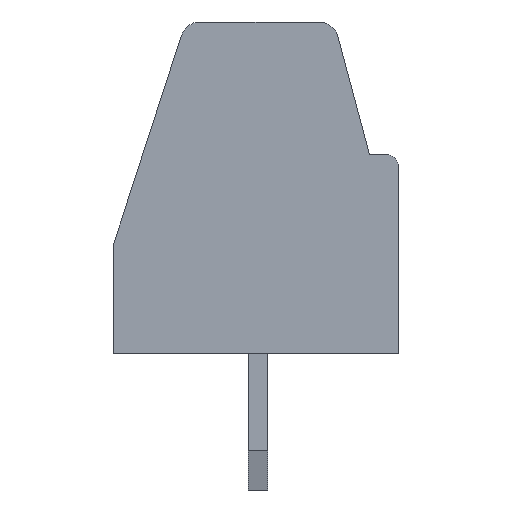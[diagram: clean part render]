
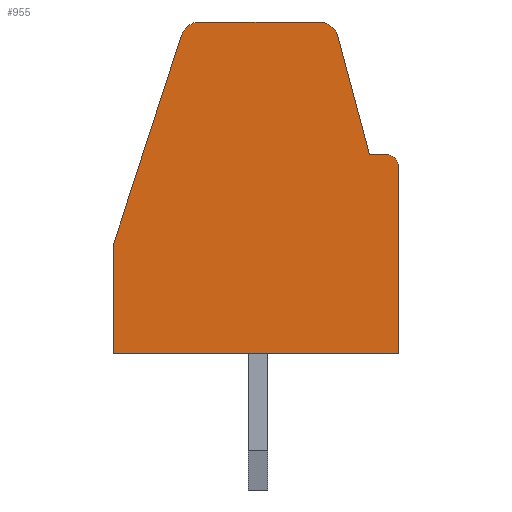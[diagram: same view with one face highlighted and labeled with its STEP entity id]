
A CAD part, left-side view. The second image highlights one B-rep face of the part: STEP entity #955.
In plain terms, the highlighted face is planar.
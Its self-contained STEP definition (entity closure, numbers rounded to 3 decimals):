
#829=CARTESIAN_POINT('',(-29.869,29.321,-2.0));
#830=VERTEX_POINT('',#829);
#837=CARTESIAN_POINT('',(-32.922,29.321,-2.0));
#838=VERTEX_POINT('',#837);
#839=CARTESIAN_POINT('',(-32.922,29.321,-2.0));
#840=DIRECTION('',(1.0,0.0,0.0));
#841=VECTOR('',#840,3.053);
#842=LINE('',#839,#841);
#843=EDGE_CURVE('',#838,#830,#842,.T.);
#874=CARTESIAN_POINT('',(-35.32,20.396,-2.0));
#875=DIRECTION('',(0.0,0.0,1.0));
#876=DIRECTION('',(1.0,0.0,0.0));
#877=AXIS2_PLACEMENT_3D('',#874,#875,#876);
#878=PLANE('',#877);
#879=CARTESIAN_POINT('',(-34.955,25.621,-2.0));
#880=VERTEX_POINT('',#879);
#881=CARTESIAN_POINT('',(-34.955,20.821,-2.0));
#882=VERTEX_POINT('',#881);
#883=CARTESIAN_POINT('',(-34.955,25.621,-2.0));
#884=DIRECTION('',(0.0,-1.0,0.0));
#885=VECTOR('',#884,4.8);
#886=LINE('',#883,#885);
#887=EDGE_CURVE('',#880,#882,#886,.T.);
#888=ORIENTED_EDGE('',*,*,#887,.F.);
#889=CARTESIAN_POINT('',(-34.655,25.921,-2.0));
#890=VERTEX_POINT('',#889);
#891=CARTESIAN_POINT('',(-34.655,25.621,-2.0));
#892=DIRECTION('',(0.0,0.0,1.0));
#893=DIRECTION('',(1.0,0.0,0.0));
#894=AXIS2_PLACEMENT_3D('',#891,#892,#893);
#895=CIRCLE('',#894,0.3);
#896=EDGE_CURVE('',#890,#880,#895,.T.);
#897=ORIENTED_EDGE('',*,*,#896,.F.);
#898=CARTESIAN_POINT('',(-34.217,25.921,-2.0));
#899=VERTEX_POINT('',#898);
#900=CARTESIAN_POINT('',(-34.217,25.921,-2.0));
#901=DIRECTION('',(-1.0,0.0,0.0));
#902=VECTOR('',#901,0.439);
#903=LINE('',#900,#902);
#904=EDGE_CURVE('',#899,#890,#903,.T.);
#905=ORIENTED_EDGE('',*,*,#904,.F.);
#906=CARTESIAN_POINT('',(-33.405,28.951,-2.0));
#907=VERTEX_POINT('',#906);
#908=CARTESIAN_POINT('',(-33.405,28.951,-2.0));
#909=DIRECTION('',(-0.259,-0.966,0.0));
#910=VECTOR('',#909,3.136);
#911=LINE('',#908,#910);
#912=EDGE_CURVE('',#907,#899,#911,.T.);
#913=ORIENTED_EDGE('',*,*,#912,.F.);
#914=CARTESIAN_POINT('',(-32.922,28.821,-2.0));
#915=DIRECTION('',(0.0,0.0,1.0));
#916=DIRECTION('',(1.0,0.0,0.0));
#917=AXIS2_PLACEMENT_3D('',#914,#915,#916);
#918=CIRCLE('',#917,0.5);
#919=EDGE_CURVE('',#838,#907,#918,.T.);
#920=ORIENTED_EDGE('',*,*,#919,.F.);
#921=ORIENTED_EDGE('',*,*,#843,.T.);
#922=CARTESIAN_POINT('',(-29.393,28.976,-2.0));
#923=VERTEX_POINT('',#922);
#924=CARTESIAN_POINT('',(-29.869,28.821,-2.0));
#925=DIRECTION('',(0.0,0.0,1.0));
#926=DIRECTION('',(1.0,0.0,0.0));
#927=AXIS2_PLACEMENT_3D('',#924,#925,#926);
#928=CIRCLE('',#927,0.5);
#929=EDGE_CURVE('',#923,#830,#928,.T.);
#930=ORIENTED_EDGE('',*,*,#929,.F.);
#931=CARTESIAN_POINT('',(-27.655,23.628,-2.0));
#932=VERTEX_POINT('',#931);
#933=CARTESIAN_POINT('',(-27.655,23.628,-2.0));
#934=DIRECTION('',(-0.309,0.951,0.0));
#935=VECTOR('',#934,5.623);
#936=LINE('',#933,#935);
#937=EDGE_CURVE('',#932,#923,#936,.T.);
#938=ORIENTED_EDGE('',*,*,#937,.F.);
#939=CARTESIAN_POINT('',(-27.655,20.821,-2.0));
#940=VERTEX_POINT('',#939);
#941=CARTESIAN_POINT('',(-27.655,20.821,-2.0));
#942=DIRECTION('',(0.0,1.0,0.0));
#943=VECTOR('',#942,2.806);
#944=LINE('',#941,#943);
#945=EDGE_CURVE('',#940,#932,#944,.T.);
#946=ORIENTED_EDGE('',*,*,#945,.F.);
#947=CARTESIAN_POINT('',(-34.955,20.821,-2.0));
#948=DIRECTION('',(1.0,0.0,0.0));
#949=VECTOR('',#948,7.3);
#950=LINE('',#947,#949);
#951=EDGE_CURVE('',#882,#940,#950,.T.);
#952=ORIENTED_EDGE('',*,*,#951,.F.);
#953=EDGE_LOOP('',(#888,#897,#905,#913,#920,#921,#930,#938,#946,#952));
#954=FACE_OUTER_BOUND('',#953,.T.);
#955=ADVANCED_FACE('',(#954),#878,.F.);
